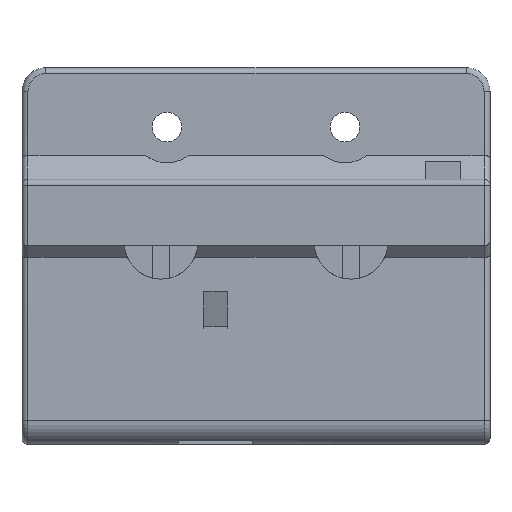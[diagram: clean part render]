
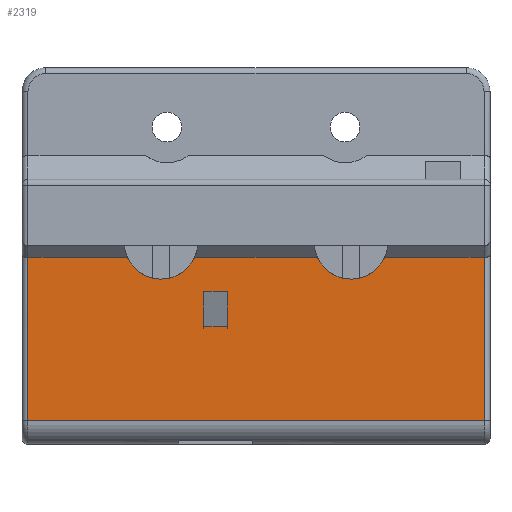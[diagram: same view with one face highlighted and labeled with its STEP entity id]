
A CAD part, front view. The second image highlights one B-rep face of the part: STEP entity #2319.
In plain terms, the highlighted planar face has unit normal (0, -1, 0).
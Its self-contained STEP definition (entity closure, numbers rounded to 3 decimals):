
#29=FACE_BOUND('',#398,.T.);
#60=PLANE('',#2526);
#158=CIRCLE('',#2527,3.1);
#159=CIRCLE('',#2528,3.1);
#263=FACE_OUTER_BOUND('',#397,.T.);
#397=EDGE_LOOP('',(#1821,#1822,#1823,#1824,#1825,#1826,#1827,#1828));
#398=EDGE_LOOP('',(#1829,#1830,#1831,#1832));
#546=LINE('',#3509,#770);
#549=LINE('',#3515,#773);
#553=LINE('',#3522,#777);
#554=LINE('',#3527,#778);
#628=LINE('',#3749,#852);
#632=LINE('',#3778,#856);
#641=LINE('',#3804,#865);
#642=LINE('',#3807,#866);
#643=LINE('',#3811,#867);
#644=LINE('',#3814,#868);
#770=VECTOR('',#2767,10.);
#773=VECTOR('',#2772,10.);
#777=VECTOR('',#2778,10.);
#778=VECTOR('',#2785,10.);
#852=VECTOR('',#2979,10.);
#856=VECTOR('',#3017,10.);
#865=VECTOR('',#3044,10.);
#866=VECTOR('',#3047,10.);
#867=VECTOR('',#3050,10.);
#868=VECTOR('',#3053,10.);
#997=VERTEX_POINT('',#3506);
#998=VERTEX_POINT('',#3508);
#1000=VERTEX_POINT('',#3514);
#1002=VERTEX_POINT('',#3520);
#1082=VERTEX_POINT('',#3746);
#1083=VERTEX_POINT('',#3748);
#1090=VERTEX_POINT('',#3774);
#1091=VERTEX_POINT('',#3776);
#1100=VERTEX_POINT('',#3806);
#1101=VERTEX_POINT('',#3808);
#1102=VERTEX_POINT('',#3810);
#1103=VERTEX_POINT('',#3812);
#1228=EDGE_CURVE('',#998,#997,#546,.T.);
#1231=EDGE_CURVE('',#1000,#998,#549,.T.);
#1235=EDGE_CURVE('',#997,#1002,#553,.T.);
#1238=EDGE_CURVE('',#1002,#1000,#554,.T.);
#1344=EDGE_CURVE('',#1082,#1083,#628,.T.);
#1359=EDGE_CURVE('',#1091,#1090,#632,.T.);
#1373=EDGE_CURVE('',#1090,#1082,#641,.T.);
#1374=EDGE_CURVE('',#1100,#1091,#642,.T.);
#1375=EDGE_CURVE('',#1101,#1100,#158,.T.);
#1376=EDGE_CURVE('',#1102,#1101,#643,.T.);
#1377=EDGE_CURVE('',#1103,#1102,#159,.T.);
#1378=EDGE_CURVE('',#1083,#1103,#644,.T.);
#1821=ORIENTED_EDGE('',*,*,#1344,.F.);
#1822=ORIENTED_EDGE('',*,*,#1373,.F.);
#1823=ORIENTED_EDGE('',*,*,#1359,.F.);
#1824=ORIENTED_EDGE('',*,*,#1374,.F.);
#1825=ORIENTED_EDGE('',*,*,#1375,.F.);
#1826=ORIENTED_EDGE('',*,*,#1376,.F.);
#1827=ORIENTED_EDGE('',*,*,#1377,.F.);
#1828=ORIENTED_EDGE('',*,*,#1378,.F.);
#1829=ORIENTED_EDGE('',*,*,#1235,.T.);
#1830=ORIENTED_EDGE('',*,*,#1238,.T.);
#1831=ORIENTED_EDGE('',*,*,#1231,.T.);
#1832=ORIENTED_EDGE('',*,*,#1228,.T.);
#2319=ADVANCED_FACE('',(#263,#29),#60,.T.);
#2526=AXIS2_PLACEMENT_3D('',#3805,#3045,#3046);
#2527=AXIS2_PLACEMENT_3D('',#3809,#3048,#3049);
#2528=AXIS2_PLACEMENT_3D('',#3813,#3051,#3052);
#2767=DIRECTION('',(1.,0.,0.));
#2772=DIRECTION('',(0.,0.,1.));
#2778=DIRECTION('',(0.,0.,-1.));
#2785=DIRECTION('',(-1.,0.,0.));
#2979=DIRECTION('',(0.,0.,1.));
#3017=DIRECTION('',(0.,0.,-1.));
#3044=DIRECTION('',(-1.,0.,0.));
#3045=DIRECTION('center_axis',(0.,-1.,0.));
#3046=DIRECTION('ref_axis',(0.,0.,-1.));
#3047=DIRECTION('',(1.,0.,0.));
#3048=DIRECTION('center_axis',(0.,-1.,0.));
#3049=DIRECTION('ref_axis',(1.,0.,0.));
#3050=DIRECTION('',(1.,0.,0.));
#3051=DIRECTION('center_axis',(0.,-1.,0.));
#3052=DIRECTION('ref_axis',(1.,0.,0.));
#3053=DIRECTION('',(1.,0.,0.));
#3506=CARTESIAN_POINT('',(-2.402,-45.1,-18.854));
#3508=CARTESIAN_POINT('',(-4.402,-45.1,-18.854));
#3509=CARTESIAN_POINT('',(-1.701,-45.1,-18.854));
#3514=CARTESIAN_POINT('',(-4.402,-45.1,-21.778));
#3515=CARTESIAN_POINT('',(-4.402,-45.1,-22.686));
#3520=CARTESIAN_POINT('',(-2.402,-45.1,-21.778));
#3522=CARTESIAN_POINT('',(-2.402,-45.1,-22.686));
#3527=CARTESIAN_POINT('',(-1.701,-45.1,-21.778));
#3746=CARTESIAN_POINT('',(-19.2,-45.1,-29.7));
#3748=CARTESIAN_POINT('',(-19.2,-45.1,-15.964));
#3749=CARTESIAN_POINT('',(-19.2,-45.1,-11.675));
#3774=CARTESIAN_POINT('',(19.2,-45.1,-29.7));
#3776=CARTESIAN_POINT('',(19.2,-45.1,-15.964));
#3778=CARTESIAN_POINT('',(19.2,-45.1,-27.525));
#3804=CARTESIAN_POINT('',(-9.85,-45.1,-29.7));
#3805=CARTESIAN_POINT('Origin',(0.,-45.1,-23.35));
#3806=CARTESIAN_POINT('',(10.83,-45.1,-15.964));
#3807=CARTESIAN_POINT('',(4.925,-45.1,-15.964));
#3808=CARTESIAN_POINT('',(5.17,-45.1,-15.964));
#3809=CARTESIAN_POINT('Origin',(8.,-45.1,-14.7));
#3810=CARTESIAN_POINT('',(-5.17,-45.1,-15.964));
#3811=CARTESIAN_POINT('',(4.925,-45.1,-15.964));
#3812=CARTESIAN_POINT('',(-10.83,-45.1,-15.964));
#3813=CARTESIAN_POINT('Origin',(-8.,-45.1,-14.7));
#3814=CARTESIAN_POINT('',(4.925,-45.1,-15.964));
